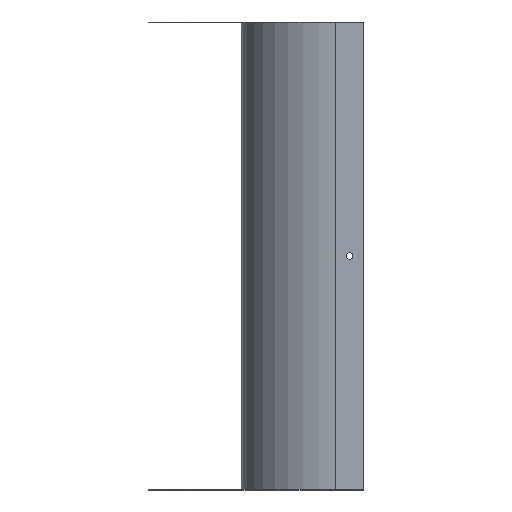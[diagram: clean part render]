
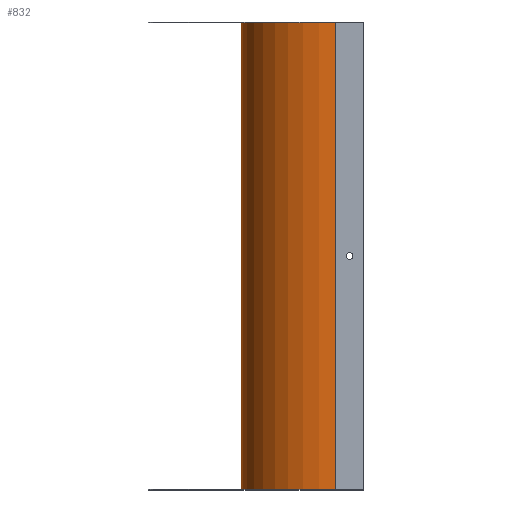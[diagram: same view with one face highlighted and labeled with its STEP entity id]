
A CAD part, left-side view. The second image highlights one B-rep face of the part: STEP entity #832.
In plain terms, the highlighted cylindrical face has radius 100.8 mm (diameter 201.6 mm), a partial arc.
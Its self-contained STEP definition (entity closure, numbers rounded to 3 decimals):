
#16 = EDGE_CURVE ( 'NONE', #92, #141, #172, .T. ) ;
#18 = EDGE_CURVE ( 'NONE', #92, #59, #176, .T. ) ;
#54 = VERTEX_POINT ( 'NONE', #1628 ) ;
#59 = VERTEX_POINT ( 'NONE', #1636 ) ;
#92 = VERTEX_POINT ( 'NONE', #355 ) ;
#141 = VERTEX_POINT ( 'NONE', #404 ) ;
#172 = LINE ( 'NONE', #543, #177 ) ;
#176 = CIRCLE ( 'NONE', #1230, 100.8 ) ;
#177 = VECTOR ( 'NONE', #542, 1000. ) ;
#297 = CARTESIAN_POINT ( 'NONE',  ( 200., 30., 0. ) ) ;
#298 = DIRECTION ( 'NONE',  ( 0., 0., 1. ) ) ;
#299 = DIRECTION ( 'NONE',  ( -1., 0., 0. ) ) ;
#355 = CARTESIAN_POINT ( 'NONE',  ( 200., 130.8, -498.4 ) ) ;
#404 = CARTESIAN_POINT ( 'NONE',  ( 200., 130.8, 0. ) ) ;
#521 = AXIS2_PLACEMENT_3D ( 'NONE', #297, #298, #299 ) ;
#542 = DIRECTION ( 'NONE',  ( 0., 0., 1. ) ) ;
#543 = CARTESIAN_POINT ( 'NONE',  ( 200., 130.8, -499.2 ) ) ;
#572 = EDGE_LOOP ( 'NONE', ( #746, #745, #744, #743 ) ) ;
#615 = AXIS2_PLACEMENT_3D ( 'NONE', #1141, #1140, #1133 ) ;
#743 = ORIENTED_EDGE ( 'NONE', *, *, #1217, .F. ) ;
#744 = ORIENTED_EDGE ( 'NONE', *, *, #1670, .T. ) ;
#745 = ORIENTED_EDGE ( 'NONE', *, *, #18, .T. ) ;
#746 = ORIENTED_EDGE ( 'NONE', *, *, #16, .F. ) ;
#832 = ADVANCED_FACE ( 'NONE', ( #1499 ), #1506, .T. ) ;
#1133 = DIRECTION ( 'NONE',  ( 1., 0., 0. ) ) ;
#1140 = DIRECTION ( 'NONE',  ( 0., 0., 1. ) ) ;
#1141 = CARTESIAN_POINT ( 'NONE',  ( 200., 30., -499.2 ) ) ;
#1217 = EDGE_CURVE ( 'NONE', #141, #54, #1272, .T. ) ;
#1230 = AXIS2_PLACEMENT_3D ( 'NONE', #1555, #1556, #1557 ) ;
#1272 = CIRCLE ( 'NONE', #521, 100.8 ) ;
#1330 = LINE ( 'NONE', #1685, #1338 ) ;
#1338 = VECTOR ( 'NONE', #1690, 1000. ) ;
#1499 = FACE_OUTER_BOUND ( 'NONE', #572, .T. ) ;
#1506 = CYLINDRICAL_SURFACE ( 'NONE', #615, 100.8 ) ;
#1555 = CARTESIAN_POINT ( 'NONE',  ( 200., 30., -498.4 ) ) ;
#1556 = DIRECTION ( 'NONE',  ( 0., 0., 1. ) ) ;
#1557 = DIRECTION ( 'NONE',  ( 1., 0., 0. ) ) ;
#1628 = CARTESIAN_POINT ( 'NONE',  ( 99.2, 30., 0. ) ) ;
#1636 = CARTESIAN_POINT ( 'NONE',  ( 99.2, 30., -498.4 ) ) ;
#1670 = EDGE_CURVE ( 'NONE', #59, #54, #1330, .T. ) ;
#1685 = CARTESIAN_POINT ( 'NONE',  ( 99.2, 30., -499.2 ) ) ;
#1690 = DIRECTION ( 'NONE',  ( 0., 0., 1. ) ) ;
